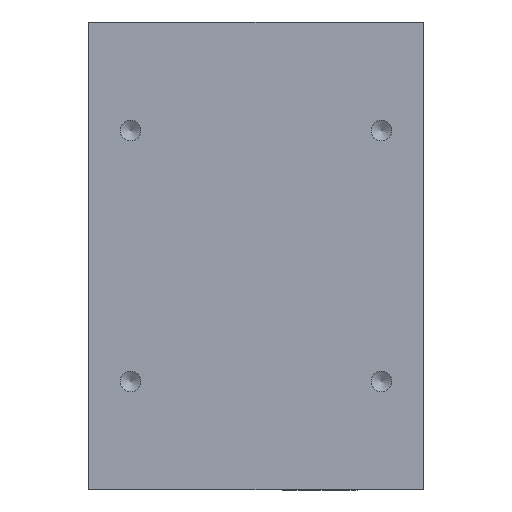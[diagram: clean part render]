
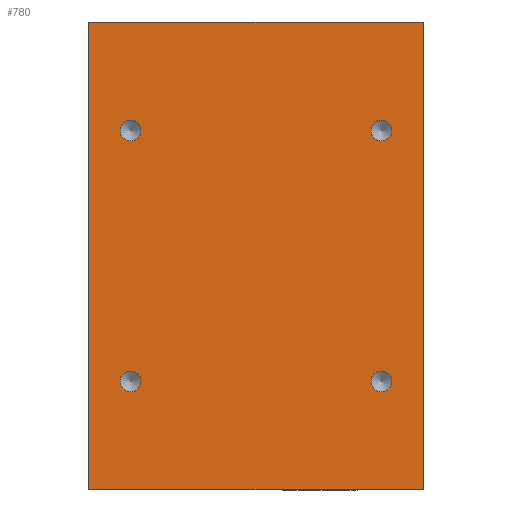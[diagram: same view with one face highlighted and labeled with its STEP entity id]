
A CAD part, front view. The second image highlights one B-rep face of the part: STEP entity #780.
In plain terms, the highlighted planar face has unit normal (0, -1, 0).
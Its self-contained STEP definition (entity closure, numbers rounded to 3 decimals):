
#60=FACE_BOUND('',#186,.T.);
#61=FACE_BOUND('',#187,.T.);
#62=FACE_BOUND('',#188,.T.);
#63=FACE_BOUND('',#189,.T.);
#130=FACE_OUTER_BOUND('',#185,.T.);
#185=EDGE_LOOP('',(#582,#583,#584,#585));
#186=EDGE_LOOP('',(#586));
#187=EDGE_LOOP('',(#587));
#188=EDGE_LOOP('',(#588));
#189=EDGE_LOOP('',(#589));
#257=CIRCLE('',#834,1.23);
#259=CIRCLE('',#838,1.23);
#261=CIRCLE('',#842,1.23);
#263=CIRCLE('',#846,1.23);
#305=LINE('',#1248,#341);
#306=LINE('',#1250,#342);
#307=LINE('',#1252,#343);
#308=LINE('',#1253,#344);
#341=VECTOR('',#992,10.);
#342=VECTOR('',#993,10.);
#343=VECTOR('',#994,10.);
#344=VECTOR('',#995,10.);
#377=VERTEX_POINT('',#1183);
#379=VERTEX_POINT('',#1189);
#381=VERTEX_POINT('',#1195);
#383=VERTEX_POINT('',#1201);
#391=VERTEX_POINT('',#1246);
#392=VERTEX_POINT('',#1247);
#393=VERTEX_POINT('',#1249);
#394=VERTEX_POINT('',#1251);
#453=EDGE_CURVE('',#377,#377,#257,.T.);
#455=EDGE_CURVE('',#379,#379,#259,.T.);
#457=EDGE_CURVE('',#381,#381,#261,.T.);
#459=EDGE_CURVE('',#383,#383,#263,.T.);
#471=EDGE_CURVE('',#391,#392,#305,.T.);
#472=EDGE_CURVE('',#392,#393,#306,.T.);
#473=EDGE_CURVE('',#393,#394,#307,.T.);
#474=EDGE_CURVE('',#394,#391,#308,.T.);
#582=ORIENTED_EDGE('',*,*,#471,.T.);
#583=ORIENTED_EDGE('',*,*,#472,.T.);
#584=ORIENTED_EDGE('',*,*,#473,.T.);
#585=ORIENTED_EDGE('',*,*,#474,.T.);
#586=ORIENTED_EDGE('',*,*,#453,.T.);
#587=ORIENTED_EDGE('',*,*,#455,.T.);
#588=ORIENTED_EDGE('',*,*,#457,.T.);
#589=ORIENTED_EDGE('',*,*,#459,.T.);
#747=PLANE('',#853);
#780=ADVANCED_FACE('',(#130,#60,#61,#62,#63),#747,.T.);
#834=AXIS2_PLACEMENT_3D('',#1184,#947,#948);
#838=AXIS2_PLACEMENT_3D('',#1190,#955,#956);
#842=AXIS2_PLACEMENT_3D('',#1196,#963,#964);
#846=AXIS2_PLACEMENT_3D('',#1202,#971,#972);
#853=AXIS2_PLACEMENT_3D('',#1245,#990,#991);
#947=DIRECTION('center_axis',(0.,1.,0.));
#948=DIRECTION('ref_axis',(1.,0.,0.));
#955=DIRECTION('center_axis',(0.,1.,0.));
#956=DIRECTION('ref_axis',(1.,0.,0.));
#963=DIRECTION('center_axis',(0.,1.,0.));
#964=DIRECTION('ref_axis',(1.,0.,0.));
#971=DIRECTION('center_axis',(0.,1.,0.));
#972=DIRECTION('ref_axis',(1.,0.,0.));
#990=DIRECTION('center_axis',(0.,-1.,0.));
#991=DIRECTION('ref_axis',(0.,0.,-1.));
#992=DIRECTION('',(0.,0.,-1.));
#993=DIRECTION('',(1.,0.,0.));
#994=DIRECTION('',(0.,0.,1.));
#995=DIRECTION('',(-1.,0.,0.));
#1183=CARTESIAN_POINT('',(-13.771,9.95,-15.));
#1184=CARTESIAN_POINT('Origin',(-15.,9.95,-15.));
#1189=CARTESIAN_POINT('',(-13.771,9.95,15.));
#1190=CARTESIAN_POINT('Origin',(-15.,9.95,15.));
#1195=CARTESIAN_POINT('',(16.23,9.95,15.));
#1196=CARTESIAN_POINT('Origin',(15.,9.95,15.));
#1201=CARTESIAN_POINT('',(16.23,9.95,-15.));
#1202=CARTESIAN_POINT('Origin',(15.,9.95,-15.));
#1245=CARTESIAN_POINT('Origin',(0.,9.95,0.));
#1246=CARTESIAN_POINT('',(-20.,9.95,28.));
#1247=CARTESIAN_POINT('',(-20.,9.95,-28.));
#1248=CARTESIAN_POINT('',(-20.,9.95,-14.));
#1249=CARTESIAN_POINT('',(20.,9.95,-28.));
#1250=CARTESIAN_POINT('',(10.,9.95,-28.));
#1251=CARTESIAN_POINT('',(20.,9.95,28.));
#1252=CARTESIAN_POINT('',(20.,9.95,14.));
#1253=CARTESIAN_POINT('',(-10.,9.95,28.));
